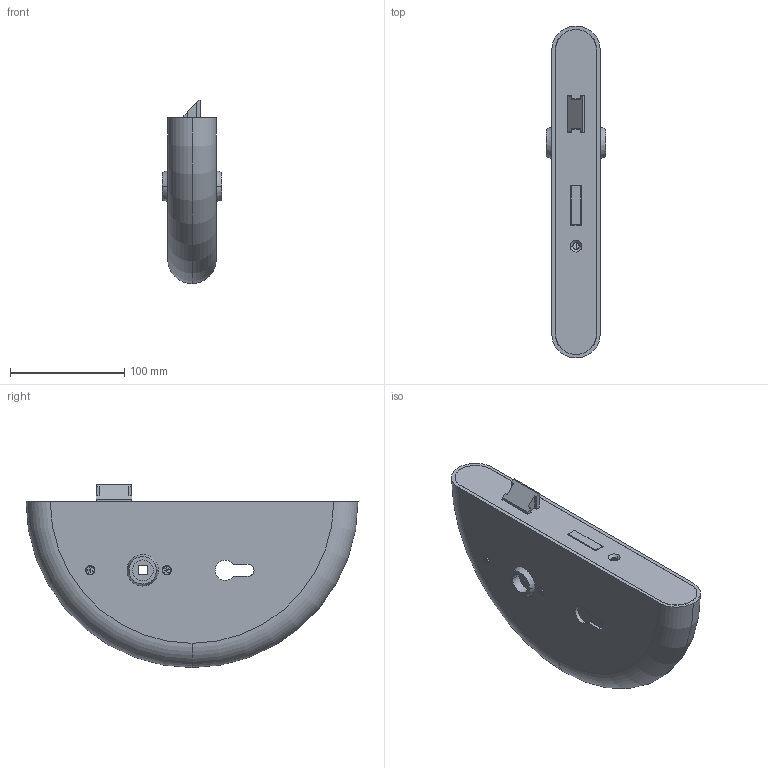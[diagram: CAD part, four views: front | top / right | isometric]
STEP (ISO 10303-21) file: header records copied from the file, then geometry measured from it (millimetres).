
FILE_DESCRIPTION (( 'STEP AP203' ), '1' );
FILE_NAME ('14530.STEP', '2021-03-23T11:39:30', ( '' ), ( '' ), 'SwSTEP 2.0', 'SolidWorks 2018', '' );
FILE_SCHEMA (( 'CONFIG_CONTROL_DESIGN' ));
Length unit declared in the file: millimetre
Products named in the file (11): DIN 965; 14530; DIN 965_DIN 965 M4x10; 14530 Teil2; 14530 Teil1_14530; 14530 Teil2_14530 Teil2; 14530 Teil1
Assembly tree (7 placements, depth 2):
  DIN 965
  14530
    14530 Teil1_14530
    14530 Teil2_14530 Teil2  x2
    DIN 965_DIN 965 M4x10  x4
  DIN 965
  DIN 965
  14530 Teil2
Bounding box: 52.4 x 290 x 160 mm (x, y, z)
Volume: 264646.3 mm3; surface area: 180959 mm2
Topology: 11 solids, 11 shells, 454 faces, 1158 edges, 752 vertices
Faces by surface type: plane 243, bspline 99, cylinder 66, cone 38, torus 8
Entity records: 16792 total; most frequent: CARTESIAN_POINT 7294, ORIENTED_EDGE 1908, DIRECTION 1428, EDGE_CURVE 954, VECTOR 636, LINE 636, VERTEX_POINT 626, EDGE_LOOP 412
